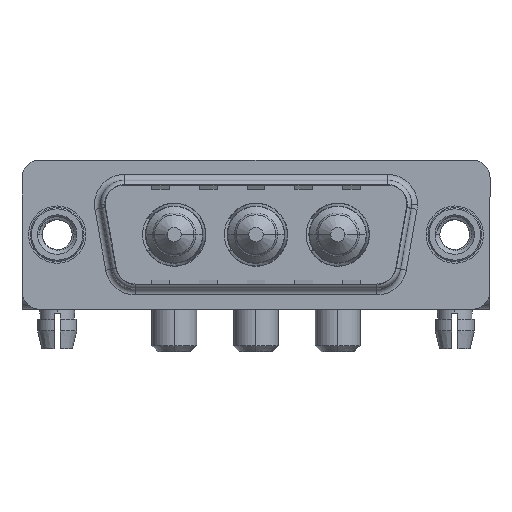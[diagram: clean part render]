
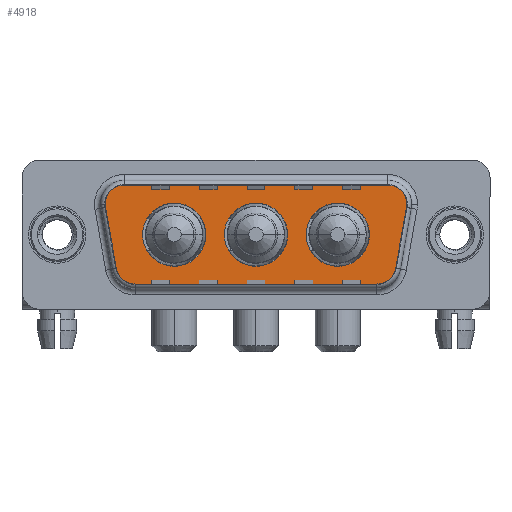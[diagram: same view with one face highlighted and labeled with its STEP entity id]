
A CAD part, top view. The second image highlights one B-rep face of the part: STEP entity #4918.
In plain terms, the highlighted planar face has unit normal (0, 0, 1).
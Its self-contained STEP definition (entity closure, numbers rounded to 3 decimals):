
#127 = VECTOR ( 'NONE', #1649, 1000. ) ;
#148 = VECTOR ( 'NONE', #13370, 1000. ) ;
#155 = DIRECTION ( 'NONE',  ( 1., 0., 0. ) ) ;
#244 = FACE_BOUND ( 'NONE', #8429, .T. ) ;
#455 = VERTEX_POINT ( 'NONE', #8242 ) ;
#566 = CIRCLE ( 'NONE', #12932, 2. ) ;
#597 = DIRECTION ( 'NONE',  ( 1., 0., 0. ) ) ;
#641 = CARTESIAN_POINT ( 'NONE',  ( 28.836, -3.247, 0. ) ) ;
#755 = CARTESIAN_POINT ( 'NONE',  ( 26.15, 0., 0. ) ) ;
#981 = ORIENTED_EDGE ( 'NONE', *, *, #4279, .T. ) ;
#1156 = EDGE_CURVE ( 'NONE', #10415, #6939, #8534, .T. ) ;
#1174 = EDGE_LOOP ( 'NONE', ( #15929, #13051, #11039, #16723, #981, #16391, #9528, #11372, #14042 ) ) ;
#1542 = CARTESIAN_POINT ( 'NONE',  ( 23.5, 0., 0. ) ) ;
#1589 = LINE ( 'NONE', #12245, #148 ) ;
#1596 = CARTESIAN_POINT ( 'NONE',  ( 9.8, 0., 0. ) ) ;
#1649 = DIRECTION ( 'NONE',  ( 0.174, -0.985, 0. ) ) ;
#1811 = CARTESIAN_POINT ( 'NONE',  ( 3.441, 2.553, 0. ) ) ;
#1867 = DIRECTION ( 'NONE',  ( 0., 0., 1. ) ) ;
#1892 = EDGE_LOOP ( 'NONE', ( #7475, #15348 ) ) ;
#2113 = VERTEX_POINT ( 'NONE', #2906 ) ;
#2140 = CARTESIAN_POINT ( 'NONE',  ( 16.65, 0., 0. ) ) ;
#2542 = CIRCLE ( 'NONE', #5031, 2. ) ;
#2575 = EDGE_CURVE ( 'NONE', #455, #10924, #13249, .T. ) ;
#2736 = DIRECTION ( 'NONE',  ( 0., 0., 1. ) ) ;
#2837 = AXIS2_PLACEMENT_3D ( 'NONE', #1596, #12085, #9502 ) ;
#2906 = CARTESIAN_POINT ( 'NONE',  ( 29.859, 2.553, 0. ) ) ;
#2997 = EDGE_CURVE ( 'NONE', #5110, #13028, #4088, .T. ) ;
#3766 = DIRECTION ( 'NONE',  ( 0., 0., 1. ) ) ;
#4017 = LINE ( 'NONE', #5130, #13708 ) ;
#4035 = CARTESIAN_POINT ( 'NONE',  ( 5.411, 2.9, 0. ) ) ;
#4075 = AXIS2_PLACEMENT_3D ( 'NONE', #12065, #4337, #6737 ) ;
#4088 = CIRCLE ( 'NONE', #4075, 2.65 ) ;
#4217 = FACE_OUTER_BOUND ( 'NONE', #1174, .T. ) ;
#4279 = EDGE_CURVE ( 'NONE', #11340, #9934, #11552, .T. ) ;
#4337 = DIRECTION ( 'NONE',  ( 0., 0., 1. ) ) ;
#4517 = CIRCLE ( 'NONE', #16327, 2.65 ) ;
#4902 = DIRECTION ( 'NONE',  ( 0., 0., 1. ) ) ;
#4918 = ADVANCED_FACE ( 'NONE', ( #6777, #12023, #244, #4217 ), #9451, .T. ) ;
#5031 = AXIS2_PLACEMENT_3D ( 'NONE', #12967, #2736, #11854 ) ;
#5075 = VERTEX_POINT ( 'NONE', #16329 ) ;
#5110 = VERTEX_POINT ( 'NONE', #12447 ) ;
#5130 = CARTESIAN_POINT ( 'NONE',  ( 29.859, 2.553, 0. ) ) ;
#5150 = DIRECTION ( 'NONE',  ( 0., 0., 1. ) ) ;
#5313 = ORIENTED_EDGE ( 'NONE', *, *, #2997, .F. ) ;
#5449 = VECTOR ( 'NONE', #15526, 1000. ) ;
#5617 = ORIENTED_EDGE ( 'NONE', *, *, #12867, .F. ) ;
#5746 = DIRECTION ( 'NONE',  ( 0., 0., 1. ) ) ;
#5918 = DIRECTION ( 'NONE',  ( 1., 0., 0. ) ) ;
#5928 = VERTEX_POINT ( 'NONE', #7138 ) ;
#6079 = EDGE_CURVE ( 'NONE', #12205, #2113, #4017, .T. ) ;
#6129 = CARTESIAN_POINT ( 'NONE',  ( 6.434, -4.9, 0. ) ) ;
#6164 = CIRCLE ( 'NONE', #8362, 2. ) ;
#6216 = CARTESIAN_POINT ( 'NONE',  ( 26.866, -2.9, 0. ) ) ;
#6602 = DIRECTION ( 'NONE',  ( -1., 0., 0. ) ) ;
#6693 = CARTESIAN_POINT ( 'NONE',  ( 16.65, 0., 0. ) ) ;
#6737 = DIRECTION ( 'NONE',  ( 1., 0., 0. ) ) ;
#6777 = FACE_BOUND ( 'NONE', #1892, .T. ) ;
#6781 = DIRECTION ( 'NONE',  ( 1., 0., 0. ) ) ;
#6939 = VERTEX_POINT ( 'NONE', #13939 ) ;
#7011 = CARTESIAN_POINT ( 'NONE',  ( 3.441, 2.553, 0. ) ) ;
#7127 = CARTESIAN_POINT ( 'NONE',  ( 27.889, 2.9, 0. ) ) ;
#7138 = CARTESIAN_POINT ( 'NONE',  ( 26.866, -4.9, 0. ) ) ;
#7432 = EDGE_CURVE ( 'NONE', #8786, #11340, #566, .T. ) ;
#7475 = ORIENTED_EDGE ( 'NONE', *, *, #1156, .F. ) ;
#7493 = DIRECTION ( 'NONE',  ( 0., 0., 1. ) ) ;
#7869 = EDGE_CURVE ( 'NONE', #5928, #12205, #9102, .T. ) ;
#8014 = CIRCLE ( 'NONE', #11576, 2.65 ) ;
#8066 = DIRECTION ( 'NONE',  ( 0., 0., 1. ) ) ;
#8093 = CARTESIAN_POINT ( 'NONE',  ( 9.8, 0., 0. ) ) ;
#8242 = CARTESIAN_POINT ( 'NONE',  ( 12.45, 0., 0. ) ) ;
#8362 = AXIS2_PLACEMENT_3D ( 'NONE', #13301, #3766, #6602 ) ;
#8429 = EDGE_LOOP ( 'NONE', ( #11931, #12751 ) ) ;
#8534 = CIRCLE ( 'NONE', #10448, 2.65 ) ;
#8659 = DIRECTION ( 'NONE',  ( 1., 0., 0. ) ) ;
#8786 = VERTEX_POINT ( 'NONE', #12722 ) ;
#9018 = CARTESIAN_POINT ( 'NONE',  ( 19.3, 0., 0. ) ) ;
#9102 = CIRCLE ( 'NONE', #15706, 2. ) ;
#9451 = PLANE ( 'NONE',  #15075 ) ;
#9502 = DIRECTION ( 'NONE',  ( 1., 0., 0. ) ) ;
#9528 = ORIENTED_EDGE ( 'NONE', *, *, #14687, .T. ) ;
#9600 = DIRECTION ( 'NONE',  ( 1., 0., 0. ) ) ;
#9934 = VERTEX_POINT ( 'NONE', #12910 ) ;
#10092 = DIRECTION ( 'NONE',  ( 0., 0., 1. ) ) ;
#10173 = EDGE_CURVE ( 'NONE', #6939, #10415, #8014, .T. ) ;
#10415 = VERTEX_POINT ( 'NONE', #9018 ) ;
#10448 = AXIS2_PLACEMENT_3D ( 'NONE', #6693, #5150, #155 ) ;
#10728 = CARTESIAN_POINT ( 'NONE',  ( 27.889, 4.9, 0. ) ) ;
#10780 = EDGE_CURVE ( 'NONE', #10924, #455, #11595, .T. ) ;
#10924 = VERTEX_POINT ( 'NONE', #13919 ) ;
#11039 = ORIENTED_EDGE ( 'NONE', *, *, #13234, .T. ) ;
#11182 = EDGE_CURVE ( 'NONE', #5075, #15736, #2542, .T. ) ;
#11245 = DIRECTION ( 'NONE',  ( -1., 0., 0. ) ) ;
#11340 = VERTEX_POINT ( 'NONE', #10728 ) ;
#11372 = ORIENTED_EDGE ( 'NONE', *, *, #11182, .T. ) ;
#11552 = LINE ( 'NONE', #15792, #5449 ) ;
#11576 = AXIS2_PLACEMENT_3D ( 'NONE', #2140, #4902, #5918 ) ;
#11595 = CIRCLE ( 'NONE', #13521, 2.65 ) ;
#11825 = EDGE_LOOP ( 'NONE', ( #5617, #5313 ) ) ;
#11854 = DIRECTION ( 'NONE',  ( -1., 0., 0. ) ) ;
#11931 = ORIENTED_EDGE ( 'NONE', *, *, #2575, .F. ) ;
#12023 = FACE_BOUND ( 'NONE', #11825, .T. ) ;
#12065 = CARTESIAN_POINT ( 'NONE',  ( 23.5, 0., 0. ) ) ;
#12085 = DIRECTION ( 'NONE',  ( 0., 0., 1. ) ) ;
#12205 = VERTEX_POINT ( 'NONE', #641 ) ;
#12236 = AXIS2_PLACEMENT_3D ( 'NONE', #4035, #8066, #9600 ) ;
#12245 = CARTESIAN_POINT ( 'NONE',  ( 6.434, -4.9, 0. ) ) ;
#12447 = CARTESIAN_POINT ( 'NONE',  ( 20.85, 0., 0. ) ) ;
#12521 = CIRCLE ( 'NONE', #12236, 2. ) ;
#12722 = CARTESIAN_POINT ( 'NONE',  ( 29.889, 2.9, 0. ) ) ;
#12751 = ORIENTED_EDGE ( 'NONE', *, *, #10780, .F. ) ;
#12867 = EDGE_CURVE ( 'NONE', #13028, #5110, #4517, .T. ) ;
#12910 = CARTESIAN_POINT ( 'NONE',  ( 5.411, 4.9, 0. ) ) ;
#12932 = AXIS2_PLACEMENT_3D ( 'NONE', #7127, #16518, #11245 ) ;
#12967 = CARTESIAN_POINT ( 'NONE',  ( 6.434, -2.9, 0. ) ) ;
#13028 = VERTEX_POINT ( 'NONE', #755 ) ;
#13051 = ORIENTED_EDGE ( 'NONE', *, *, #6079, .T. ) ;
#13234 = EDGE_CURVE ( 'NONE', #2113, #8786, #6164, .T. ) ;
#13249 = CIRCLE ( 'NONE', #2837, 2.65 ) ;
#13301 = CARTESIAN_POINT ( 'NONE',  ( 27.889, 2.9, 0. ) ) ;
#13309 = VERTEX_POINT ( 'NONE', #7011 ) ;
#13370 = DIRECTION ( 'NONE',  ( 1., 0., 0. ) ) ;
#13521 = AXIS2_PLACEMENT_3D ( 'NONE', #8093, #5746, #597 ) ;
#13591 = LINE ( 'NONE', #1811, #127 ) ;
#13708 = VECTOR ( 'NONE', #14230, 1000. ) ;
#13919 = CARTESIAN_POINT ( 'NONE',  ( 7.15, 0., 0. ) ) ;
#13939 = CARTESIAN_POINT ( 'NONE',  ( 14., 0., 0. ) ) ;
#13962 = DIRECTION ( 'NONE',  ( 1., 0., 0. ) ) ;
#14042 = ORIENTED_EDGE ( 'NONE', *, *, #15551, .T. ) ;
#14230 = DIRECTION ( 'NONE',  ( 0.174, 0.985, 0. ) ) ;
#14687 = EDGE_CURVE ( 'NONE', #13309, #5075, #13591, .T. ) ;
#14699 = CARTESIAN_POINT ( 'NONE',  ( 26.866, -2.9, 0. ) ) ;
#15075 = AXIS2_PLACEMENT_3D ( 'NONE', #14699, #1867, #8659 ) ;
#15348 = ORIENTED_EDGE ( 'NONE', *, *, #10173, .F. ) ;
#15526 = DIRECTION ( 'NONE',  ( -1., 0., 0. ) ) ;
#15551 = EDGE_CURVE ( 'NONE', #15736, #5928, #1589, .T. ) ;
#15706 = AXIS2_PLACEMENT_3D ( 'NONE', #6216, #10092, #13962 ) ;
#15736 = VERTEX_POINT ( 'NONE', #6129 ) ;
#15792 = CARTESIAN_POINT ( 'NONE',  ( 5.411, 4.9, 0. ) ) ;
#15929 = ORIENTED_EDGE ( 'NONE', *, *, #7869, .T. ) ;
#16327 = AXIS2_PLACEMENT_3D ( 'NONE', #1542, #7493, #6781 ) ;
#16329 = CARTESIAN_POINT ( 'NONE',  ( 4.464, -3.247, 0. ) ) ;
#16391 = ORIENTED_EDGE ( 'NONE', *, *, #16463, .T. ) ;
#16463 = EDGE_CURVE ( 'NONE', #9934, #13309, #12521, .T. ) ;
#16518 = DIRECTION ( 'NONE',  ( 0., 0., 1. ) ) ;
#16723 = ORIENTED_EDGE ( 'NONE', *, *, #7432, .T. ) ;
